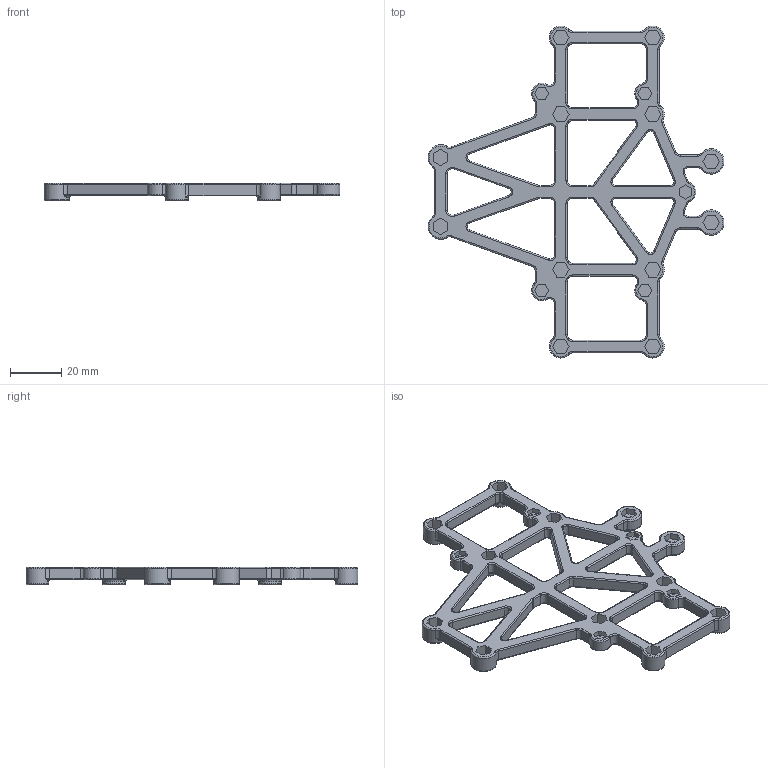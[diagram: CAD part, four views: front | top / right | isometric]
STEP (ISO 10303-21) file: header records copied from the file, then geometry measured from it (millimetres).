
FILE_DESCRIPTION(/* description */ (''),/* implementation_level */ '2;1');
FILE_NAME(/* name */ 'v4chassisv2.stp',/* time_stamp */ '2024-02-11T12:48:09-06:00',/* author */ ('Eric'),/* organization */ (''),/* preprocessor_version */ 'ST-DEVELOPER v20',/* originating_system */ 'Autodesk Inventor 2024',/* authorisation */ '');
FILE_SCHEMA (('AUTOMOTIVE_DESIGN { 1 0 10303 214 3 1 1 }'));
Length unit declared in the file: millimetre
Products named in the file (1): v4chassisv2
Bounding box: 115.9 x 130 x 7 mm (x, y, z)
Volume: 19708.2 mm3; surface area: 16363 mm2
Topology: 1 solids, 1 shells, 662 faces, 1583 edges, 927 vertices
Faces by surface type: cylinder 216, plane 208, torus 206, bspline 32
Full cylindrical faces by diameter (mm): 3.5 x17, 5.25 x5, 9 x8, 10 x2
Entity records: 20269 total; most frequent: CARTESIAN_POINT 4667, DIRECTION 3542, ORIENTED_EDGE 3110, EDGE_CURVE 1555, AXIS2_PLACEMENT_3D 1424, VERTEX_POINT 927, CIRCLE 793, EDGE_LOOP 712
